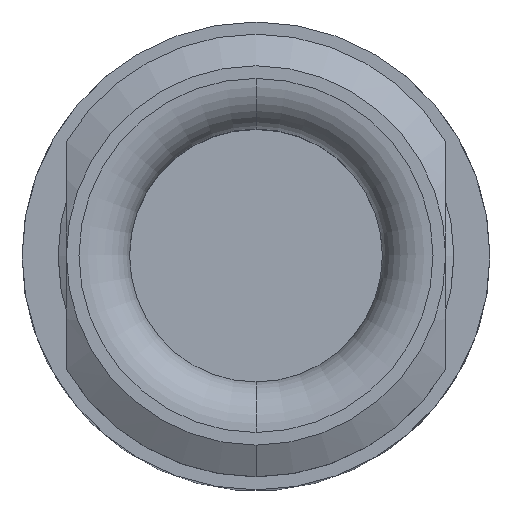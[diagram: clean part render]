
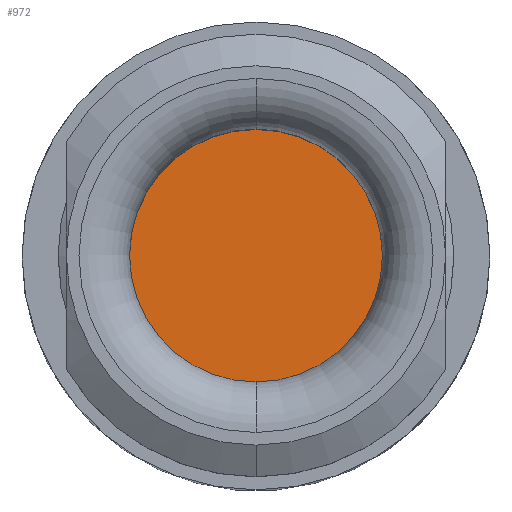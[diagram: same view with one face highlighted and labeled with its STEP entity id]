
A CAD part, top view. The second image highlights one B-rep face of the part: STEP entity #972.
In plain terms, the highlighted planar face has unit normal (0, 0, 1).
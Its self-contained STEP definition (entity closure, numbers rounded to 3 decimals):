
#120 = DIRECTION ( 'NONE',  ( 0., 0., -1. ) ) ;
#147 = DIRECTION ( 'NONE',  ( -1., 0., 0. ) ) ;
#158 = PLANE ( 'NONE',  #1435 ) ;
#161 = EDGE_CURVE ( 'NONE', #1558, #1342, #1268, .T. ) ;
#170 = AXIS2_PLACEMENT_3D ( 'NONE', #650, #1607, #313 ) ;
#188 = CARTESIAN_POINT ( 'NONE',  ( 0., 0., 0. ) ) ;
#278 = DIRECTION ( 'NONE',  ( 0., 0., 1. ) ) ;
#286 = AXIS2_PLACEMENT_3D ( 'NONE', #979, #278, #965 ) ;
#313 = DIRECTION ( 'NONE',  ( -1., 0., 0. ) ) ;
#497 = CARTESIAN_POINT ( 'NONE',  ( 0., 2., 0. ) ) ;
#511 = CARTESIAN_POINT ( 'NONE',  ( 0., -2., 0. ) ) ;
#650 = CARTESIAN_POINT ( 'NONE',  ( 0., 0., 0. ) ) ;
#965 = DIRECTION ( 'NONE',  ( -1., 0., 0. ) ) ;
#972 = ADVANCED_FACE ( 'NONE', ( #1068 ), #158, .F. ) ;
#979 = CARTESIAN_POINT ( 'NONE',  ( 0., 0., 0. ) ) ;
#1068 = FACE_OUTER_BOUND ( 'NONE', #1419, .T. ) ;
#1254 = ORIENTED_EDGE ( 'NONE', *, *, #161, .T. ) ;
#1268 = CIRCLE ( 'NONE', #170, 2. ) ;
#1342 = VERTEX_POINT ( 'NONE', #511 ) ;
#1356 = ORIENTED_EDGE ( 'NONE', *, *, #1604, .T. ) ;
#1419 = EDGE_LOOP ( 'NONE', ( #1254, #1356 ) ) ;
#1435 = AXIS2_PLACEMENT_3D ( 'NONE', #188, #120, #147 ) ;
#1558 = VERTEX_POINT ( 'NONE', #497 ) ;
#1604 = EDGE_CURVE ( 'NONE', #1342, #1558, #1635, .T. ) ;
#1607 = DIRECTION ( 'NONE',  ( 0., 0., 1. ) ) ;
#1635 = CIRCLE ( 'NONE', #286, 2. ) ;
